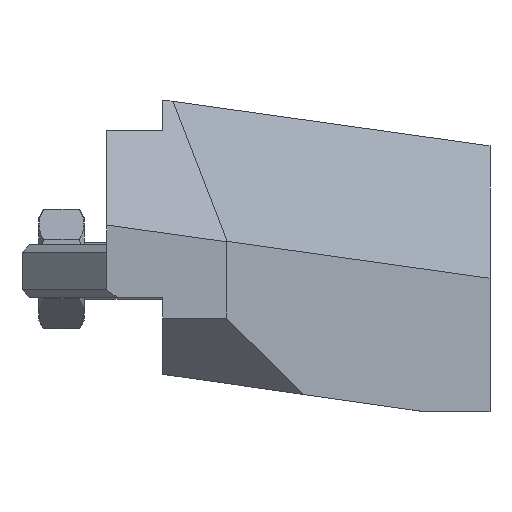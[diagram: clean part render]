
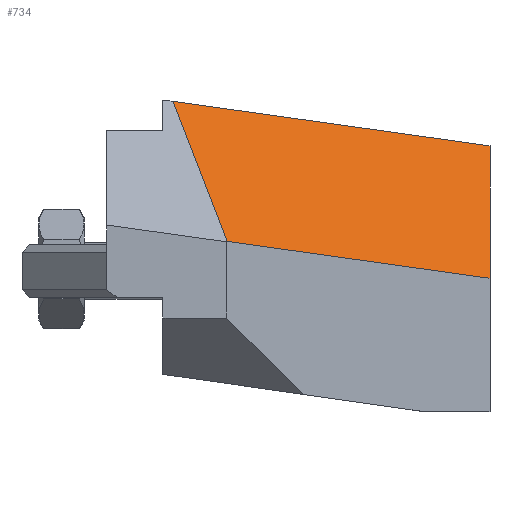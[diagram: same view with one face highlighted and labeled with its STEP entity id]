
A CAD part, front view. The second image highlights one B-rep face of the part: STEP entity #734.
In plain terms, the highlighted planar face has unit normal (0.571, -0.477, 0.668).
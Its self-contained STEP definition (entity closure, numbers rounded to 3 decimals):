
#734=ADVANCED_FACE('',(#1050),#870,.T.);
#870=PLANE('',#3847);
#1050=FACE_OUTER_BOUND('',#1257,.T.);
#1257=EDGE_LOOP('',(#2059,#2060,#2061,#2062));
#2059=ORIENTED_EDGE('',*,*,#2943,.T.);
#2060=ORIENTED_EDGE('',*,*,#2751,.T.);
#2061=ORIENTED_EDGE('',*,*,#2732,.F.);
#2062=ORIENTED_EDGE('',*,*,#2935,.F.);
#2382=VERTEX_POINT('',#5258);
#2383=VERTEX_POINT('',#5260);
#2399=VERTEX_POINT('',#5298);
#2527=VERTEX_POINT('',#5694);
#2732=EDGE_CURVE('',#2382,#2383,#3071,.T.);
#2751=EDGE_CURVE('',#2399,#2383,#3088,.T.);
#2935=EDGE_CURVE('',#2527,#2382,#3247,.T.);
#2943=EDGE_CURVE('',#2527,#2399,#3253,.T.);
#3071=LINE('',#5259,#3370);
#3088=LINE('',#5297,#3387);
#3247=LINE('',#5695,#3546);
#3253=LINE('',#5791,#3552);
#3370=VECTOR('',#4251,1.);
#3387=VECTOR('',#4278,1.);
#3546=VECTOR('',#4581,1.);
#3552=VECTOR('',#4595,1.);
#3847=AXIS2_PLACEMENT_3D('',#5794,#4599,#4600);
#4251=DIRECTION('',(0.704,0.704,-0.099));
#4278=DIRECTION('',(0.,0.814,0.581));
#4581=DIRECTION('',(-0.272,0.658,0.702));
#4595=DIRECTION('',(0.704,0.704,-0.099));
#4599=DIRECTION('',(0.571,-0.477,0.668));
#4600=DIRECTION('',(0.76,0.,-0.65));
#5258=CARTESIAN_POINT('',(118.537,-35.393,298.971));
#5259=CARTESIAN_POINT('',(138.367,-15.563,296.19));
#5260=CARTESIAN_POINT('',(135.402,-18.528,296.606));
#5297=CARTESIAN_POINT('',(135.402,-31.107,287.624));
#5298=CARTESIAN_POINT('',(135.402,-28.393,289.562));
#5694=CARTESIAN_POINT('',(121.426,-42.369,291.522));
#5695=CARTESIAN_POINT('',(121.426,-42.369,291.522));
#5791=CARTESIAN_POINT('',(136.975,-26.82,289.342));
#5794=CARTESIAN_POINT('',(135.407,-24.869,292.074));
